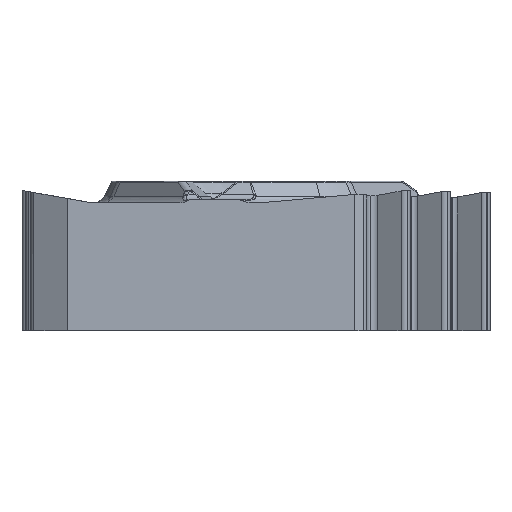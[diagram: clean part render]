
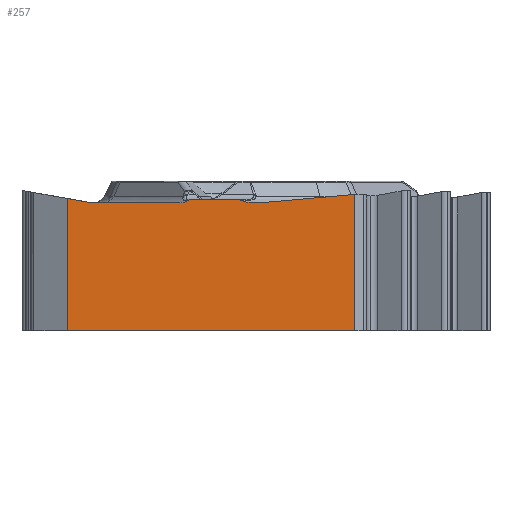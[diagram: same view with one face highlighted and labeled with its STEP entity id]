
A CAD part, left-side view. The second image highlights one B-rep face of the part: STEP entity #257.
In plain terms, the highlighted planar face has unit normal (-1, 0, 0).
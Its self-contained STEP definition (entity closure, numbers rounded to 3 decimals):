
#257=ADVANCED_FACE('',(#595),#524,.F.);
#524=PLANE('',#4556);
#595=FACE_OUTER_BOUND('',#856,.T.);
#856=EDGE_LOOP('',(#1393,#1394,#1395,#1396,#1397,#1398,#1399,#1400,#1401,
#1402,#1403,#1404,#1405,#1406));
#1129=CIRCLE('',#4555,0.32);
#1290=ELLIPSE('',#4551,0.64,0.32);
#1291=ELLIPSE('',#4552,0.3,0.15);
#1292=ELLIPSE('',#4553,0.177,0.15);
#1293=ELLIPSE('',#4554,0.377,0.32);
#1393=ORIENTED_EDGE('',*,*,#3136,.F.);
#1394=ORIENTED_EDGE('',*,*,#3137,.T.);
#1395=ORIENTED_EDGE('',*,*,#3138,.F.);
#1396=ORIENTED_EDGE('',*,*,#3139,.F.);
#1397=ORIENTED_EDGE('',*,*,#3140,.T.);
#1398=ORIENTED_EDGE('',*,*,#3141,.T.);
#1399=ORIENTED_EDGE('',*,*,#3142,.F.);
#1400=ORIENTED_EDGE('',*,*,#3143,.F.);
#1401=ORIENTED_EDGE('',*,*,#3144,.F.);
#1402=ORIENTED_EDGE('',*,*,#3145,.F.);
#1403=ORIENTED_EDGE('',*,*,#3146,.T.);
#1404=ORIENTED_EDGE('',*,*,#3147,.T.);
#1405=ORIENTED_EDGE('',*,*,#3148,.T.);
#1406=ORIENTED_EDGE('',*,*,#3149,.F.);
#2729=VERTEX_POINT('',#6641);
#2730=VERTEX_POINT('',#6642);
#2731=VERTEX_POINT('',#6644);
#2732=VERTEX_POINT('',#6646);
#2733=VERTEX_POINT('',#6648);
#2734=VERTEX_POINT('',#6650);
#2735=VERTEX_POINT('',#6652);
#2736=VERTEX_POINT('',#6660);
#2737=VERTEX_POINT('',#6662);
#2738=VERTEX_POINT('',#6664);
#2739=VERTEX_POINT('',#6666);
#2740=VERTEX_POINT('',#6668);
#2741=VERTEX_POINT('',#6670);
#2742=VERTEX_POINT('',#6672);
#3136=EDGE_CURVE('',#2729,#2730,#3798,.T.);
#3137=EDGE_CURVE('',#2729,#2731,#3799,.T.);
#3138=EDGE_CURVE('',#2732,#2731,#3800,.T.);
#3139=EDGE_CURVE('',#2733,#2732,#3801,.T.);
#3140=EDGE_CURVE('',#2733,#2734,#1290,.T.);
#3141=EDGE_CURVE('',#2734,#2735,#3802,.T.);
#3142=EDGE_CURVE('',#2736,#2735,#4399,.T.);
#3143=EDGE_CURVE('',#2737,#2736,#1291,.T.);
#3144=EDGE_CURVE('',#2738,#2737,#3803,.T.);
#3145=EDGE_CURVE('',#2739,#2738,#1292,.T.);
#3146=EDGE_CURVE('',#2739,#2740,#1293,.T.);
#3147=EDGE_CURVE('',#2740,#2741,#3804,.T.);
#3148=EDGE_CURVE('',#2741,#2742,#1129,.T.);
#3149=EDGE_CURVE('',#2730,#2742,#3805,.T.);
#3798=LINE('',#6640,#4095);
#3799=LINE('',#6643,#4096);
#3800=LINE('',#6645,#4097);
#3801=LINE('',#6647,#4098);
#3802=LINE('',#6651,#4099);
#3803=LINE('',#6663,#4100);
#3804=LINE('',#6669,#4101);
#3805=LINE('',#6673,#4102);
#4095=VECTOR('',#5002,1.);
#4096=VECTOR('',#5003,1.);
#4097=VECTOR('',#5004,1.);
#4098=VECTOR('',#5005,1.);
#4099=VECTOR('',#5008,1.);
#4100=VECTOR('',#5011,1.);
#4101=VECTOR('',#5016,1.);
#4102=VECTOR('',#5019,1.);
#4399=B_SPLINE_CURVE_WITH_KNOTS('',3,(#6653,#6654,#6655,#6656,#6657,#6658,
#6659),.UNSPECIFIED.,.F.,.F.,(4,3,4),(0.,0.503,1.),
 .UNSPECIFIED.);
#4551=AXIS2_PLACEMENT_3D('',#6649,#5006,#5007);
#4552=AXIS2_PLACEMENT_3D('',#6661,#5009,#5010);
#4553=AXIS2_PLACEMENT_3D('',#6665,#5012,#5013);
#4554=AXIS2_PLACEMENT_3D('',#6667,#5014,#5015);
#4555=AXIS2_PLACEMENT_3D('',#6671,#5017,#5018);
#4556=AXIS2_PLACEMENT_3D('',#6674,#5020,#5021);
#5002=DIRECTION('',(0.,0.,1.));
#5003=DIRECTION('',(0.,-1.,0.));
#5004=DIRECTION('',(0.,0.,-1.));
#5005=DIRECTION('',(0.,-0.996,0.088));
#5006=DIRECTION('',(1.,0.,0.));
#5007=DIRECTION('',(0.,-1.,0.));
#5008=DIRECTION('',(0.,1.,0.));
#5009=DIRECTION('',(1.,0.,0.));
#5010=DIRECTION('',(0.,1.,0.));
#5011=DIRECTION('',(0.,-1.,0.));
#5012=DIRECTION('',(1.,0.,0.));
#5013=DIRECTION('',(0.,-1.,0.));
#5014=DIRECTION('',(1.,0.,0.));
#5015=DIRECTION('',(0.,-1.,0.));
#5016=DIRECTION('',(0.,1.,0.));
#5017=DIRECTION('',(1.,0.,0.));
#5018=DIRECTION('',(0.,0.,-1.));
#5019=DIRECTION('',(0.,-0.985,-0.174));
#5020=DIRECTION('',(1.,0.,0.));
#5021=DIRECTION('',(0.,0.,-1.));
#6640=CARTESIAN_POINT('',(-4.763,4.952,0.));
#6641=CARTESIAN_POINT('',(-4.763,4.952,-3.97));
#6642=CARTESIAN_POINT('',(-4.763,4.952,-0.343));
#6643=CARTESIAN_POINT('',(-4.763,-3.173,-3.97));
#6644=CARTESIAN_POINT('',(-4.763,-2.925,-3.97));
#6645=CARTESIAN_POINT('',(-4.763,-2.925,0.));
#6646=CARTESIAN_POINT('',(-4.763,-2.925,-0.232));
#6647=CARTESIAN_POINT('',(-4.763,3.106,-0.763));
#6648=CARTESIAN_POINT('',(-4.763,-0.389,-0.455));
#6649=CARTESIAN_POINT('',(-4.763,-0.278,-0.14));
#6650=CARTESIAN_POINT('',(-4.763,-0.278,-0.46));
#6651=CARTESIAN_POINT('',(-4.763,3.173,-0.46));
#6652=CARTESIAN_POINT('',(-4.763,-0.184,-0.46));
#6653=CARTESIAN_POINT('',(-4.763,0.181,-0.4));
#6654=CARTESIAN_POINT('',(-4.763,0.123,-0.421));
#6655=CARTESIAN_POINT('',(-4.763,0.061,-0.436));
#6656=CARTESIAN_POINT('',(-4.763,0.,-0.446));
#6657=CARTESIAN_POINT('',(-4.763,-0.061,-0.455));
#6658=CARTESIAN_POINT('',(-4.763,-0.122,-0.46));
#6659=CARTESIAN_POINT('',(-4.763,-0.184,-0.46));
#6660=CARTESIAN_POINT('',(-4.763,0.181,-0.4));
#6661=CARTESIAN_POINT('',(-4.763,0.36,-0.52));
#6662=CARTESIAN_POINT('',(-4.763,0.36,-0.37));
#6663=CARTESIAN_POINT('',(-4.763,-3.173,-0.37));
#6664=CARTESIAN_POINT('',(-4.763,1.549,-0.37));
#6665=CARTESIAN_POINT('',(-4.763,1.549,-0.52));
#6666=CARTESIAN_POINT('',(-4.763,1.653,-0.399));
#6667=CARTESIAN_POINT('',(-4.763,1.875,-0.14));
#6668=CARTESIAN_POINT('',(-4.763,1.875,-0.46));
#6669=CARTESIAN_POINT('',(-4.763,-3.173,-0.46));
#6670=CARTESIAN_POINT('',(-4.763,4.263,-0.46));
#6671=CARTESIAN_POINT('',(-4.763,4.263,-0.14));
#6672=CARTESIAN_POINT('',(-4.763,4.319,-0.455));
#6673=CARTESIAN_POINT('',(-4.763,-2.869,-1.723));
#6674=CARTESIAN_POINT('',(-4.763,-3.173,0.));
